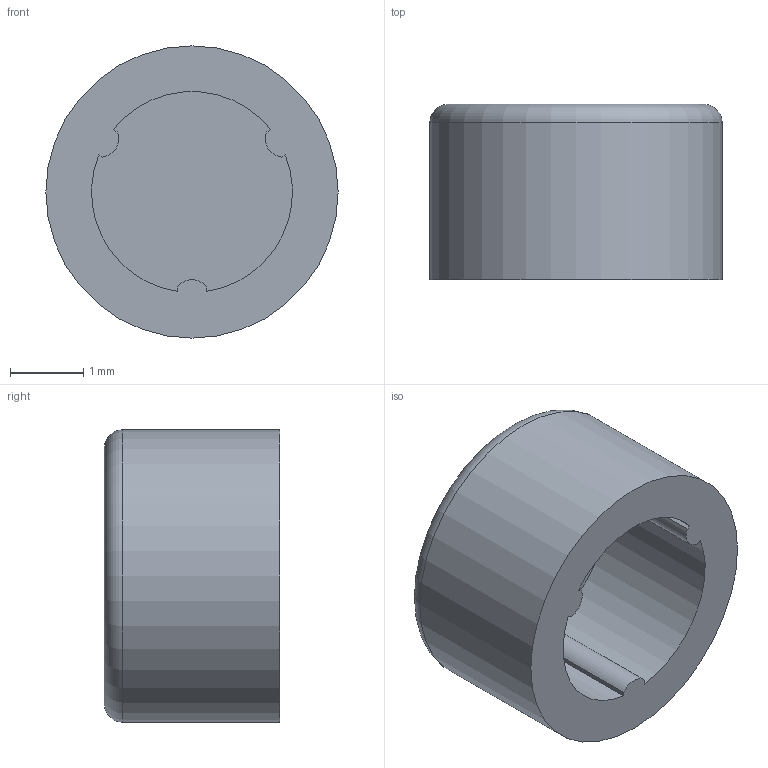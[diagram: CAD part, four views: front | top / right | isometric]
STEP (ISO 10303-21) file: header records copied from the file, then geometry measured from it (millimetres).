
FILE_DESCRIPTION(/* description */ (''),/* implementation_level */ '2;1');
FILE_NAME(/* name */ '800UR1xxx.stp',/* time_stamp */ '2025-12-21T23:57:27-06:00',/* author */ ('jmeyers'),/* organization */ (''),/* preprocessor_version */ 'ST-DEVELOPER v18.1',/* originating_system */ 'Autodesk Inventor 2022',/* authorisation */ '');
FILE_SCHEMA (('AUTOMOTIVE_DESIGN { 1 0 10303 214 3 1 1 }'));
Length unit declared in the file: millimetre
Products named in the file (1): R1 CAP
Bounding box: 4 x 2.4 x 4 mm (x, y, z)
Volume: 38.1 mm3; surface area: 142.7 mm2
Topology: 2 solids, 2 shells, 34 faces, 82 edges, 54 vertices
Faces by surface type: plane 18, cylinder 14, torus 2
Full cylindrical faces by diameter (mm): 4 x2
Entity records: 1042 total; most frequent: DIRECTION 184, CARTESIAN_POINT 171, ORIENTED_EDGE 164, EDGE_CURVE 82, AXIS2_PLACEMENT_3D 67, VERTEX_POINT 54, LINE 50, VECTOR 50
